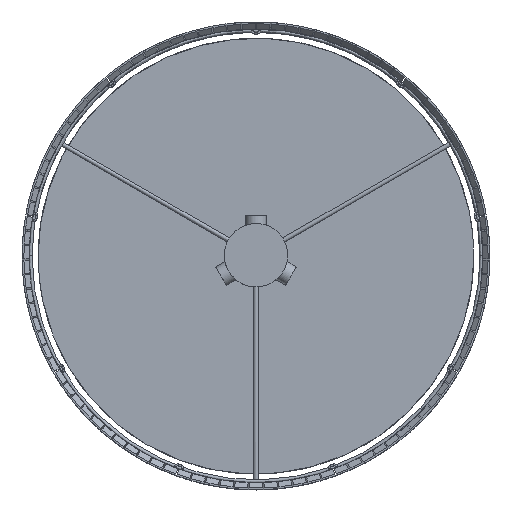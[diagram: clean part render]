
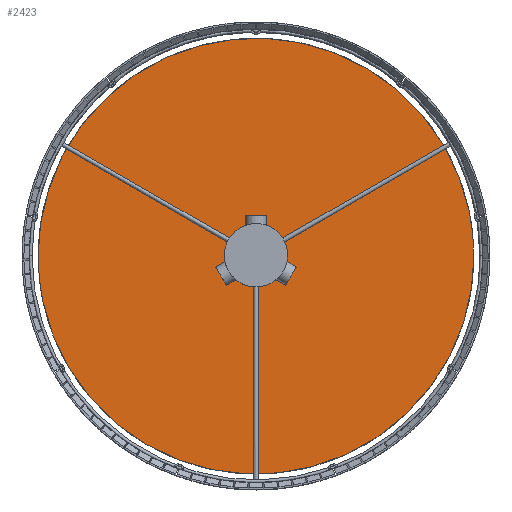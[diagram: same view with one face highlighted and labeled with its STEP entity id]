
A CAD part, top view. The second image highlights one B-rep face of the part: STEP entity #2423.
In plain terms, the highlighted planar face has unit normal (0, 0, 1).
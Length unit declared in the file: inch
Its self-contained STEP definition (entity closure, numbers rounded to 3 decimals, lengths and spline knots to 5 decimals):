
#16=(
BOUNDED_CURVE()
B_SPLINE_CURVE(2,(#59444,#59445,#59446,#59447,#59448),.UNSPECIFIED.,.F.,
 .F.)
B_SPLINE_CURVE_WITH_KNOTS((3,2,3),(1.,2.5708,4.14159),
 .UNSPECIFIED.)
CURVE()
GEOMETRIC_REPRESENTATION_ITEM()
RATIONAL_B_SPLINE_CURVE((1.,0.707,1.,0.707,1.))
REPRESENTATION_ITEM('')
);
#18=(
BOUNDED_CURVE()
B_SPLINE_CURVE(2,(#59458,#59459,#59460,#59461,#59462),.UNSPECIFIED.,.F.,
 .F.)
B_SPLINE_CURVE_WITH_KNOTS((3,2,3),(1.,2.5708,4.14159),
 .UNSPECIFIED.)
CURVE()
GEOMETRIC_REPRESENTATION_ITEM()
RATIONAL_B_SPLINE_CURVE((1.,0.707,1.,0.707,1.))
REPRESENTATION_ITEM('')
);
#20=(
BOUNDED_CURVE()
B_SPLINE_CURVE(2,(#59472,#59473,#59474,#59475,#59476),.UNSPECIFIED.,.F.,
 .F.)
B_SPLINE_CURVE_WITH_KNOTS((3,2,3),(1.,2.5708,4.14159),
 .UNSPECIFIED.)
CURVE()
GEOMETRIC_REPRESENTATION_ITEM()
RATIONAL_B_SPLINE_CURVE((1.,0.707,1.,0.707,1.))
REPRESENTATION_ITEM('')
);
#22=(
BOUNDED_CURVE()
B_SPLINE_CURVE(2,(#59482,#59483,#59484,#59485,#59486),.UNSPECIFIED.,.F.,
 .F.)
B_SPLINE_CURVE_WITH_KNOTS((3,2,3),(4.14159,5.71239,7.28319),
 .UNSPECIFIED.)
CURVE()
GEOMETRIC_REPRESENTATION_ITEM()
RATIONAL_B_SPLINE_CURVE((1.,0.707,1.,0.707,1.))
REPRESENTATION_ITEM('')
);
#23=(
BOUNDED_CURVE()
B_SPLINE_CURVE(2,(#59489,#59490,#59491,#59492,#59493),.UNSPECIFIED.,.F.,
 .F.)
B_SPLINE_CURVE_WITH_KNOTS((3,2,3),(5.14159,6.71239,8.28319),
 .UNSPECIFIED.)
CURVE()
GEOMETRIC_REPRESENTATION_ITEM()
RATIONAL_B_SPLINE_CURVE((1.,0.707,1.,0.707,1.))
REPRESENTATION_ITEM('')
);
#25=(
BOUNDED_CURVE()
B_SPLINE_CURVE(2,(#59501,#59502,#59503,#59504,#59505),.UNSPECIFIED.,.F.,
 .F.)
B_SPLINE_CURVE_WITH_KNOTS((3,2,3),(0.,1.5708,3.14159),
 .UNSPECIFIED.)
CURVE()
GEOMETRIC_REPRESENTATION_ITEM()
RATIONAL_B_SPLINE_CURVE((1.,0.707,1.,0.707,1.))
REPRESENTATION_ITEM('')
);
#27=(
BOUNDED_CURVE()
B_SPLINE_CURVE(2,(#59511,#59512,#59513,#59514,#59515),.UNSPECIFIED.,.F.,
 .F.)
B_SPLINE_CURVE_WITH_KNOTS((3,2,3),(0.,1.5708,3.14159),
 .UNSPECIFIED.)
CURVE()
GEOMETRIC_REPRESENTATION_ITEM()
RATIONAL_B_SPLINE_CURVE((1.,0.707,1.,0.707,1.))
REPRESENTATION_ITEM('')
);
#29=(
BOUNDED_CURVE()
B_SPLINE_CURVE(2,(#59521,#59522,#59523,#59524,#59525),.UNSPECIFIED.,.F.,
 .F.)
B_SPLINE_CURVE_WITH_KNOTS((3,2,3),(0.,1.5708,3.14159),
 .UNSPECIFIED.)
CURVE()
GEOMETRIC_REPRESENTATION_ITEM()
RATIONAL_B_SPLINE_CURVE((1.,0.707,1.,0.707,1.))
REPRESENTATION_ITEM('')
);
#423=PLANE('',#25577);
#2423=ADVANCED_FACE('',(#4110,#2908,#2909,#2910),#423,.T.);
#2908=FACE_BOUND('',#5790,.T.);
#2909=FACE_BOUND('',#5791,.T.);
#2910=FACE_BOUND('',#5792,.T.);
#4110=FACE_OUTER_BOUND('',#5789,.T.);
#5789=EDGE_LOOP('',(#13129,#13130));
#5790=EDGE_LOOP('',(#13131,#13132));
#5791=EDGE_LOOP('',(#13133,#13134));
#5792=EDGE_LOOP('',(#13135,#13136));
#13129=ORIENTED_EDGE('',*,*,#17635,.F.);
#13130=ORIENTED_EDGE('',*,*,#17637,.F.);
#13131=ORIENTED_EDGE('',*,*,#17644,.T.);
#13132=ORIENTED_EDGE('',*,*,#17625,.T.);
#13133=ORIENTED_EDGE('',*,*,#17642,.T.);
#13134=ORIENTED_EDGE('',*,*,#17629,.T.);
#13135=ORIENTED_EDGE('',*,*,#17640,.T.);
#13136=ORIENTED_EDGE('',*,*,#17633,.T.);
#17625=EDGE_CURVE('',#24080,#24079,#16,.T.);
#17629=EDGE_CURVE('',#24084,#24083,#18,.T.);
#17633=EDGE_CURVE('',#24088,#24087,#20,.T.);
#17635=EDGE_CURVE('',#24090,#24092,#22,.T.);
#17637=EDGE_CURVE('',#24092,#24090,#23,.T.);
#17640=EDGE_CURVE('',#24087,#24088,#25,.T.);
#17642=EDGE_CURVE('',#24083,#24084,#27,.T.);
#17644=EDGE_CURVE('',#24079,#24080,#29,.T.);
#24079=VERTEX_POINT('',#59421);
#24080=VERTEX_POINT('',#59422);
#24083=VERTEX_POINT('',#59425);
#24084=VERTEX_POINT('',#59426);
#24087=VERTEX_POINT('',#59429);
#24088=VERTEX_POINT('',#59430);
#24090=VERTEX_POINT('',#59432);
#24092=VERTEX_POINT('',#59434);
#25577=AXIS2_PLACEMENT_3D('',#59364,#25658,$);
#25658=DIRECTION('',(0.,0.,1.));
#59364=CARTESIAN_POINT('',(15.65438,15.65438,1.375));
#59421=CARTESIAN_POINT('',(12.56282,7.19,1.375));
#59422=CARTESIAN_POINT('',(12.34407,7.19,1.375));
#59425=CARTESIAN_POINT('',(-12.34407,7.19,1.375));
#59426=CARTESIAN_POINT('',(-12.56282,7.19,1.375));
#59429=CARTESIAN_POINT('',(0.10938,-14.38,1.375));
#59430=CARTESIAN_POINT('',(-0.10938,-14.38,1.375));
#59432=CARTESIAN_POINT('',(15.46875,0.,1.375));
#59434=CARTESIAN_POINT('',(-15.46875,0.,1.375));
#59444=CARTESIAN_POINT('',(12.34407,7.19,1.375));
#59445=CARTESIAN_POINT('',(12.34407,7.29938,1.375));
#59446=CARTESIAN_POINT('',(12.45345,7.29938,1.375));
#59447=CARTESIAN_POINT('',(12.56282,7.29938,1.375));
#59448=CARTESIAN_POINT('',(12.56282,7.19,1.375));
#59458=CARTESIAN_POINT('',(-12.56282,7.19,1.375));
#59459=CARTESIAN_POINT('',(-12.56282,7.29938,1.375));
#59460=CARTESIAN_POINT('',(-12.45345,7.29938,1.375));
#59461=CARTESIAN_POINT('',(-12.34407,7.29938,1.375));
#59462=CARTESIAN_POINT('',(-12.34407,7.19,1.375));
#59472=CARTESIAN_POINT('',(-0.10938,-14.38,1.375));
#59473=CARTESIAN_POINT('',(-0.10938,-14.27063,1.375));
#59474=CARTESIAN_POINT('',(0.,-14.27063,1.375));
#59475=CARTESIAN_POINT('',(0.10937,-14.27063,1.375));
#59476=CARTESIAN_POINT('',(0.10937,-14.38,1.375));
#59482=CARTESIAN_POINT('',(15.46875,0.,1.375));
#59483=CARTESIAN_POINT('',(15.46875,-15.46875,1.375));
#59484=CARTESIAN_POINT('',(0.,-15.46875,1.375));
#59485=CARTESIAN_POINT('',(-15.46875,-15.46875,1.375));
#59486=CARTESIAN_POINT('',(-15.46875,0.,1.375));
#59489=CARTESIAN_POINT('',(-15.46875,0.,1.375));
#59490=CARTESIAN_POINT('',(-15.46875,15.46875,1.375));
#59491=CARTESIAN_POINT('',(0.,15.46875,1.375));
#59492=CARTESIAN_POINT('',(15.46875,15.46875,1.375));
#59493=CARTESIAN_POINT('',(15.46875,0.,1.375));
#59501=CARTESIAN_POINT('',(0.10938,-14.38,1.375));
#59502=CARTESIAN_POINT('',(0.10938,-14.48938,1.375));
#59503=CARTESIAN_POINT('',(0.,-14.48938,1.375));
#59504=CARTESIAN_POINT('',(-0.10938,-14.48938,1.375));
#59505=CARTESIAN_POINT('',(-0.10938,-14.38,1.375));
#59511=CARTESIAN_POINT('',(-12.34407,7.19,1.375));
#59512=CARTESIAN_POINT('',(-12.34407,7.08062,1.375));
#59513=CARTESIAN_POINT('',(-12.45345,7.08062,1.375));
#59514=CARTESIAN_POINT('',(-12.56282,7.08062,1.375));
#59515=CARTESIAN_POINT('',(-12.56282,7.19,1.375));
#59521=CARTESIAN_POINT('',(12.56282,7.19,1.375));
#59522=CARTESIAN_POINT('',(12.56282,7.08062,1.375));
#59523=CARTESIAN_POINT('',(12.45345,7.08062,1.375));
#59524=CARTESIAN_POINT('',(12.34407,7.08062,1.375));
#59525=CARTESIAN_POINT('',(12.34407,7.19,1.375));
